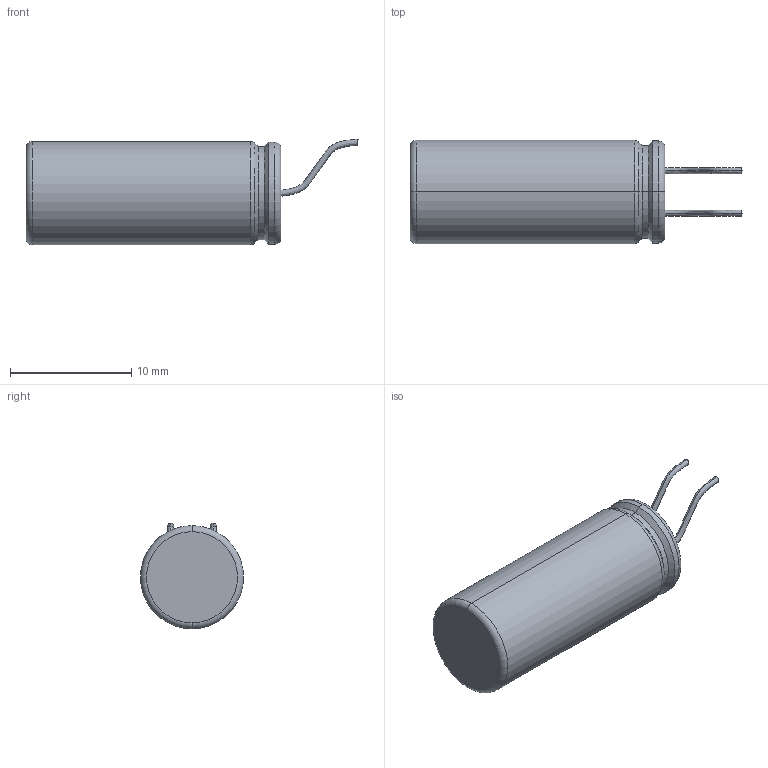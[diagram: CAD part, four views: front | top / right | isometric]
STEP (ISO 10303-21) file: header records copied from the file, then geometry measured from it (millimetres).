
FILE_DESCRIPTION (( 'STEP AP214' ), '1' );
FILE_NAME ('EATON_HV0820-2R7305-R_SMD.STEP', '2023-11-21T19:36:02', ( '' ), ( '' ), 'SwSTEP 2.0', 'SolidWorks 2023', '' );
FILE_SCHEMA (( 'AUTOMOTIVE_DESIGN' ));
Length unit declared in the file: millimetre
Products named in the file (1): EATON_HV0820-2R7305-R_SMD
Bounding box: 27.34 x 8.5 x 8.7 mm (x, y, z)
Volume: 1180.7 mm3; surface area: 691.8 mm2
Topology: 1 solids, 1 shells, 24 faces, 46 edges, 26 vertices
Faces by surface type: torus 6, cylinder 6, bspline 4, cone 4, plane 4
Entity records: 1113 total; most frequent: CARTESIAN_POINT 601, DIRECTION 116, ORIENTED_EDGE 92, AXIS2_PLACEMENT_3D 53, EDGE_CURVE 46, CIRCLE 32, VERTEX_POINT 26, EDGE_LOOP 26
